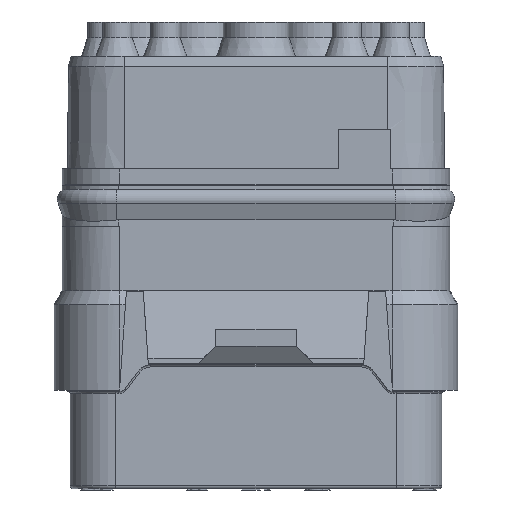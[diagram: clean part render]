
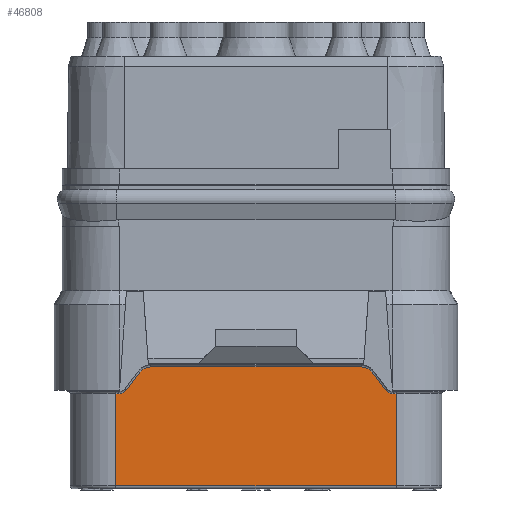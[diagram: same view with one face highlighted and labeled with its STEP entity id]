
A CAD part, front view. The second image highlights one B-rep face of the part: STEP entity #46808.
In plain terms, the highlighted planar face has unit normal (0, -1, 0).
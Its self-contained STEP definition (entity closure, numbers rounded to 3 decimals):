
#5528=DIRECTION('',(0.,0.,-1.));
#5529=VECTOR('',#5528,3.42);
#5530=CARTESIAN_POINT('',(-5.2,-5.875,-8.359));
#5531=LINE('',#5530,#5529);
#7827=DIRECTION('',(-1.,0.,0.));
#7828=VECTOR('',#7827,10.4);
#7829=CARTESIAN_POINT('',(5.2,-5.875,-11.779));
#7830=LINE('',#7829,#7828);
#7831=DIRECTION('',(-1.,0.,0.));
#7832=VECTOR('',#7831,0.1);
#7833=CARTESIAN_POINT('',(-5.1,-5.875,-8.359));
#7834=LINE('',#7833,#7832);
#7835=CARTESIAN_POINT('',(-5.1,-5.875,-7.979));
#7836=DIRECTION('',(0.,1.,0.));
#7837=DIRECTION('',(0.8,0.,-0.6));
#7838=AXIS2_PLACEMENT_3D('',#7835,#7836,#7837);
#7840=DIRECTION('',(-0.6,0.,-0.8));
#7841=VECTOR('',#7840,0.8);
#7842=CARTESIAN_POINT('',(-4.316,-5.875,-7.567));
#7843=LINE('',#7842,#7841);
#7844=CARTESIAN_POINT('',(-3.9,-5.875,-7.879));
#7845=DIRECTION('',(0.,-1.,0.));
#7846=DIRECTION('',(0.,0.,1.));
#7847=AXIS2_PLACEMENT_3D('',#7844,#7845,#7846);
#7849=DIRECTION('',(-1.,0.,0.));
#7850=VECTOR('',#7849,7.8);
#7851=CARTESIAN_POINT('',(3.9,-5.875,-7.359));
#7852=LINE('',#7851,#7850);
#7853=CARTESIAN_POINT('',(3.9,-5.875,-7.879));
#7854=DIRECTION('',(0.,-1.,0.));
#7855=DIRECTION('',(0.8,0.,0.6));
#7856=AXIS2_PLACEMENT_3D('',#7853,#7854,#7855);
#7858=DIRECTION('',(-0.6,0.,0.8));
#7859=VECTOR('',#7858,0.8);
#7860=CARTESIAN_POINT('',(4.796,-5.875,-8.207));
#7861=LINE('',#7860,#7859);
#7862=CARTESIAN_POINT('',(5.1,-5.875,-7.979));
#7863=DIRECTION('',(0.,1.,0.));
#7864=DIRECTION('',(0.,0.,-1.));
#7865=AXIS2_PLACEMENT_3D('',#7862,#7863,#7864);
#7867=DIRECTION('',(-1.,0.,0.));
#7868=VECTOR('',#7867,0.1);
#7869=CARTESIAN_POINT('',(5.2,-5.875,-8.359));
#7870=LINE('',#7869,#7868);
#7871=DIRECTION('',(0.,0.,-1.));
#7872=VECTOR('',#7871,3.42);
#7873=CARTESIAN_POINT('',(5.2,-5.875,-8.359));
#7874=LINE('',#7873,#7872);
#33807=CARTESIAN_POINT('',(5.2,-5.875,-8.359));
#33808=CARTESIAN_POINT('',(5.1,-5.875,-8.359));
#33809=VERTEX_POINT('',#33807);
#33810=VERTEX_POINT('',#33808);
#33813=CARTESIAN_POINT('',(4.796,-5.875,-8.207));
#33814=VERTEX_POINT('',#33813);
#33817=CARTESIAN_POINT('',(4.316,-5.875,-7.567));
#33818=VERTEX_POINT('',#33817);
#33821=CARTESIAN_POINT('',(3.9,-5.875,-7.359));
#33822=VERTEX_POINT('',#33821);
#33825=CARTESIAN_POINT('',(-3.9,-5.875,-7.359));
#33826=VERTEX_POINT('',#33825);
#33829=CARTESIAN_POINT('',(-4.316,-5.875,-7.567));
#33830=VERTEX_POINT('',#33829);
#33833=CARTESIAN_POINT('',(-4.796,-5.875,-8.207));
#33834=VERTEX_POINT('',#33833);
#33837=CARTESIAN_POINT('',(-5.1,-5.875,-8.359));
#33838=VERTEX_POINT('',#33837);
#33841=CARTESIAN_POINT('',(-5.2,-5.875,-8.359));
#33842=VERTEX_POINT('',#33841);
#33973=CARTESIAN_POINT('',(5.2,-5.875,-11.779));
#33974=CARTESIAN_POINT('',(-5.2,-5.875,-11.779));
#33975=VERTEX_POINT('',#33973);
#33976=VERTEX_POINT('',#33974);
#46788=CARTESIAN_POINT('',(5.2,-5.875,-8.279));
#46789=DIRECTION('',(0.,-1.,0.));
#46790=DIRECTION('',(-1.,0.,0.));
#46791=AXIS2_PLACEMENT_3D('',#46788,#46789,#46790);
#46792=PLANE('',#46791);
#46793=ORIENTED_EDGE('',*,*,#46781,.T.);
#46794=ORIENTED_EDGE('',*,*,#45549,.F.);
#46795=ORIENTED_EDGE('',*,*,#44990,.F.);
#46796=ORIENTED_EDGE('',*,*,#45006,.F.);
#46797=ORIENTED_EDGE('',*,*,#45047,.F.);
#46798=ORIENTED_EDGE('',*,*,#45062,.F.);
#46799=ORIENTED_EDGE('',*,*,#45103,.F.);
#46800=ORIENTED_EDGE('',*,*,#45118,.F.);
#46801=ORIENTED_EDGE('',*,*,#45159,.F.);
#46802=ORIENTED_EDGE('',*,*,#45174,.F.);
#46803=ORIENTED_EDGE('',*,*,#45227,.F.);
#46805=ORIENTED_EDGE('',*,*,#46804,.T.);
#46806=EDGE_LOOP('',(#46793,#46794,#46795,#46796,#46797,#46798,#46799,#46800,
#46801,#46802,#46803,#46805));
#46807=FACE_OUTER_BOUND('',#46806,.F.);
#46808=ADVANCED_FACE('',(#46807),#46792,.T.);
#7839=CIRCLE('',#7838,0.38);
#7848=CIRCLE('',#7847,0.52);
#7857=CIRCLE('',#7856,0.52);
#7866=CIRCLE('',#7865,0.38);
#44990=EDGE_CURVE('',#33838,#33842,#7834,.T.);
#45006=EDGE_CURVE('',#33834,#33838,#7839,.T.);
#45047=EDGE_CURVE('',#33830,#33834,#7843,.T.);
#45062=EDGE_CURVE('',#33826,#33830,#7848,.T.);
#45103=EDGE_CURVE('',#33822,#33826,#7852,.T.);
#45118=EDGE_CURVE('',#33818,#33822,#7857,.T.);
#45159=EDGE_CURVE('',#33814,#33818,#7861,.T.);
#45174=EDGE_CURVE('',#33810,#33814,#7866,.T.);
#45227=EDGE_CURVE('',#33809,#33810,#7870,.T.);
#45549=EDGE_CURVE('',#33842,#33976,#5531,.T.);
#46781=EDGE_CURVE('',#33975,#33976,#7830,.T.);
#46804=EDGE_CURVE('',#33809,#33975,#7874,.T.);
